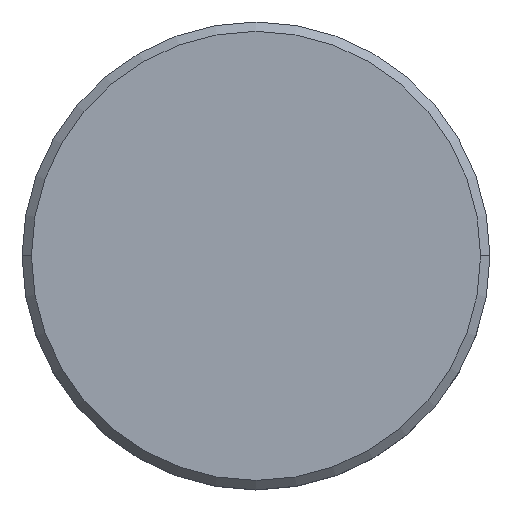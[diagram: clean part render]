
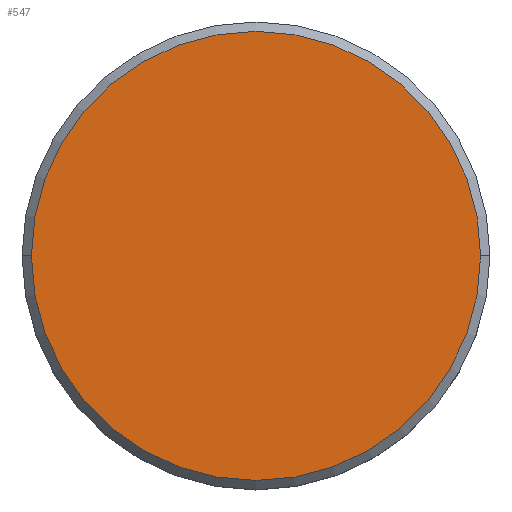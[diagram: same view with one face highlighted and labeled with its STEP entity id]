
A CAD part, top view. The second image highlights one B-rep face of the part: STEP entity #547.
In plain terms, the highlighted planar face has unit normal (0, 0, 1).
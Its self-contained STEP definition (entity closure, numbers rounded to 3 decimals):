
#33 = CARTESIAN_POINT ( 'NONE',  ( 0., 0., 0. ) ) ;
#73 = ORIENTED_EDGE ( 'NONE', *, *, #1015, .T. ) ;
#207 = EDGE_CURVE ( 'NONE', #893, #545, #528, .T. ) ;
#218 = CIRCLE ( 'NONE', #1162, 12. ) ;
#260 = DIRECTION ( 'NONE',  ( 1., 0., 0. ) ) ;
#270 = ORIENTED_EDGE ( 'NONE', *, *, #207, .T. ) ;
#406 = DIRECTION ( 'NONE',  ( 0., 0., 1. ) ) ;
#431 = DIRECTION ( 'NONE',  ( 0., 0., 1. ) ) ;
#528 = CIRCLE ( 'NONE', #810, 12. ) ;
#545 = VERTEX_POINT ( 'NONE', #665 ) ;
#547 = ADVANCED_FACE ( 'NONE', ( #672 ), #948, .T. ) ;
#567 = AXIS2_PLACEMENT_3D ( 'NONE', #33, #406, #937 ) ;
#589 = EDGE_LOOP ( 'NONE', ( #73, #270 ) ) ;
#618 = CARTESIAN_POINT ( 'NONE',  ( 0., 0., 0. ) ) ;
#665 = CARTESIAN_POINT ( 'NONE',  ( -12., 0., 0. ) ) ;
#672 = FACE_OUTER_BOUND ( 'NONE', #589, .T. ) ;
#712 = DIRECTION ( 'NONE',  ( 0., 0., 1. ) ) ;
#715 = CARTESIAN_POINT ( 'NONE',  ( 0., 0., 0. ) ) ;
#810 = AXIS2_PLACEMENT_3D ( 'NONE', #618, #431, #260 ) ;
#893 = VERTEX_POINT ( 'NONE', #1134 ) ;
#937 = DIRECTION ( 'NONE',  ( 1., 0., 0. ) ) ;
#948 = PLANE ( 'NONE',  #567 ) ;
#1015 = EDGE_CURVE ( 'NONE', #545, #893, #218, .T. ) ;
#1068 = DIRECTION ( 'NONE',  ( 1., 0., 0. ) ) ;
#1134 = CARTESIAN_POINT ( 'NONE',  ( 12., 0., 0. ) ) ;
#1162 = AXIS2_PLACEMENT_3D ( 'NONE', #715, #712, #1068 ) ;
